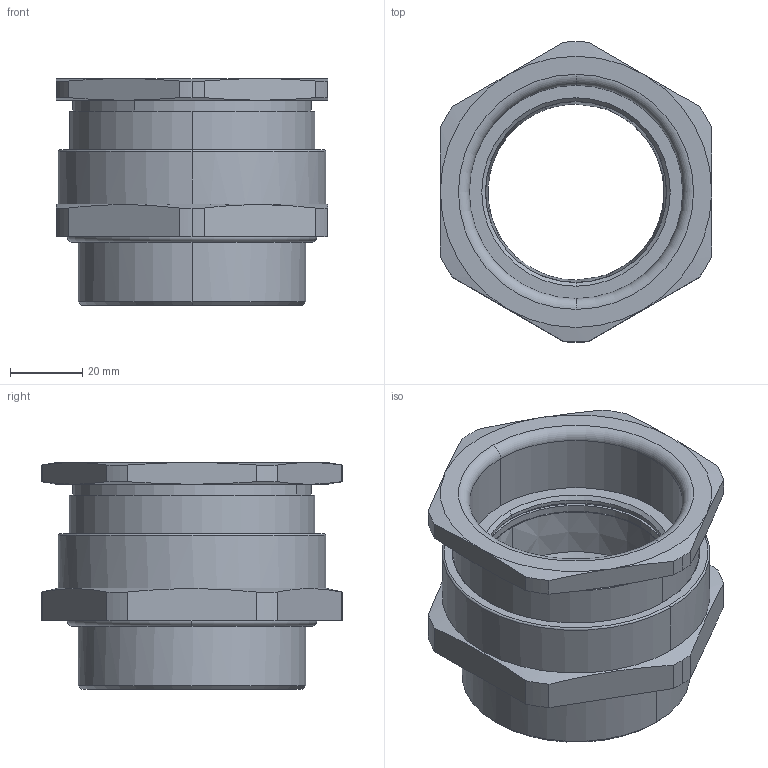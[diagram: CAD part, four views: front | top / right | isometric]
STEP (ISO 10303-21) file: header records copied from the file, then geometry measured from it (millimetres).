
FILE_DESCRIPTION(('CATIA V5 STEP Exchange','CAx-IF Rec.Pracs.--- Model Styling and Organization---1.4--- 2014-01-23'),'2;1');
FILE_NAME ('D1550129_0_1186970000_1186970000.stp','2022-10-31T03:03:30+00:00',('none'),('Weidmueller'),'CATIA Version 5-6 Release 2016 SP3 HF44','CATIA V5 STEP AP214','none');
FILE_SCHEMA(('AUTOMOTIVE_DESIGN { 1 0 10303 214 1 1 1 1 }'));
Length unit declared in the file: millimetre
Products named in the file (1): A2L/63S/M63-WM
Bounding box: 75 x 83 x 62.75 mm (x, y, z)
Volume: 103776.4 mm3; surface area: 46011.8 mm2
Topology: 3 solids, 3 shells, 116 faces, 276 edges, 172 vertices
Faces by surface type: cylinder 42, cone 34, plane 24, torus 16
Entity records: 3130 total; most frequent: CARTESIAN_POINT 678, ORIENTED_EDGE 552, DIRECTION 381, EDGE_CURVE 276, AXIS2_PLACEMENT_3D 229, VERTEX_POINT 172, CIRCLE 157, EDGE_LOOP 128
